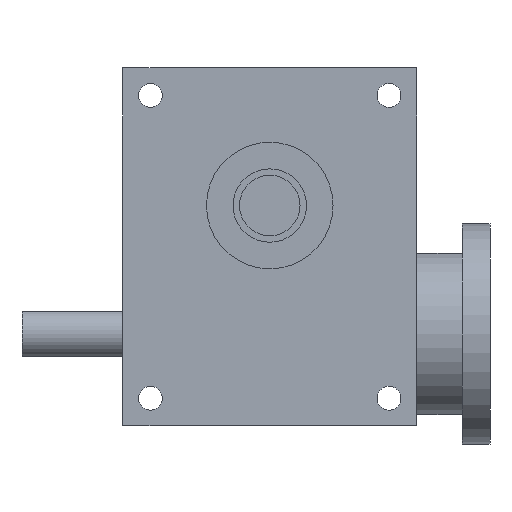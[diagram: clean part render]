
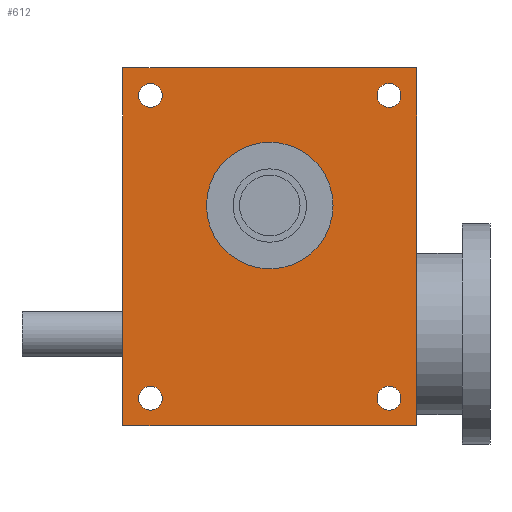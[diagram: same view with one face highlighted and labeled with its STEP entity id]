
A CAD part, front view. The second image highlights one B-rep face of the part: STEP entity #612.
In plain terms, the highlighted planar face has unit normal (0, -1, 0).
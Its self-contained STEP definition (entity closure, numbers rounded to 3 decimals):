
#612 = ADVANCED_FACE( '', ( #1247, #1248, #1249, #1250, #1251, #1252 ), #1253, .F. );
#1247 = FACE_BOUND( '', #1858, .T. );
#1248 = FACE_BOUND( '', #1859, .T. );
#1249 = FACE_BOUND( '', #1860, .T. );
#1250 = FACE_BOUND( '', #1861, .T. );
#1251 = FACE_BOUND( '', #1862, .T. );
#1252 = FACE_OUTER_BOUND( '', #1863, .T. );
#1253 = PLANE( '', #1864 );
#1858 = EDGE_LOOP( '', ( #3225 ) );
#1859 = EDGE_LOOP( '', ( #3226 ) );
#1860 = EDGE_LOOP( '', ( #3227 ) );
#1861 = EDGE_LOOP( '', ( #3228 ) );
#1862 = EDGE_LOOP( '', ( #3229 ) );
#1863 = EDGE_LOOP( '', ( #3230, #3231, #3232, #3233 ) );
#1864 = AXIS2_PLACEMENT_3D( '', #3234, #3235, #3236 );
#3225 = ORIENTED_EDGE( '', *, *, #3713, .T. );
#3226 = ORIENTED_EDGE( '', *, *, #3672, .T. );
#3227 = ORIENTED_EDGE( '', *, *, #3449, .T. );
#3228 = ORIENTED_EDGE( '', *, *, #3674, .T. );
#3229 = ORIENTED_EDGE( '', *, *, #3683, .T. );
#3230 = ORIENTED_EDGE( '', *, *, #3680, .T. );
#3231 = ORIENTED_EDGE( '', *, *, #3688, .F. );
#3232 = ORIENTED_EDGE( '', *, *, #3693, .F. );
#3233 = ORIENTED_EDGE( '', *, *, #3423, .T. );
#3234 = CARTESIAN_POINT( '', ( -80., -60., 97.5 ) );
#3235 = DIRECTION( '', ( 0., 1., 0. ) );
#3236 = DIRECTION( '', ( 0., 0., 1. ) );
#3423 = EDGE_CURVE( '', #4062, #4060, #4063, .T. );
#3449 = EDGE_CURVE( '', #4103, #4103, #4104, .T. );
#3672 = EDGE_CURVE( '', #4434, #4434, #4435, .T. );
#3674 = EDGE_CURVE( '', #4437, #4437, #4438, .T. );
#3680 = EDGE_CURVE( '', #4060, #4444, #4446, .T. );
#3683 = EDGE_CURVE( '', #4450, #4450, #4451, .T. );
#3688 = EDGE_CURVE( '', #4455, #4444, #4457, .T. );
#3693 = EDGE_CURVE( '', #4062, #4455, #4464, .T. );
#3713 = EDGE_CURVE( '', #4486, #4486, #4487, .T. );
#4060 = VERTEX_POINT( '', #4983 );
#4062 = VERTEX_POINT( '', #4986 );
#4063 = LINE( '', #4987, #4988 );
#4103 = VERTEX_POINT( '', #5040 );
#4104 = CIRCLE( '', #5041, 6.5 );
#4434 = VERTEX_POINT( '', #5484 );
#4435 = CIRCLE( '', #5485, 6.5 );
#4437 = VERTEX_POINT( '', #5487 );
#4438 = CIRCLE( '', #5488, 6.5 );
#4444 = VERTEX_POINT( '', #5496 );
#4446 = LINE( '', #5499, #5500 );
#4450 = VERTEX_POINT( '', #5504 );
#4451 = CIRCLE( '', #5505, 34.5 );
#4455 = VERTEX_POINT( '', #5509 );
#4457 = LINE( '', #5512, #5513 );
#4464 = LINE( '', #5520, #5521 );
#4486 = VERTEX_POINT( '', #5549 );
#4487 = CIRCLE( '', #5550, 6.5 );
#4983 = CARTESIAN_POINT( '', ( -80., -60., -97.5 ) );
#4986 = CARTESIAN_POINT( '', ( -80., -60., 97.5 ) );
#4987 = CARTESIAN_POINT( '', ( -80., -60., 97.5 ) );
#4988 = VECTOR( '', #5878, 1000. );
#5040 = CARTESIAN_POINT( '', ( -58.5, -60., -82.5 ) );
#5041 = AXIS2_PLACEMENT_3D( '', #5909, #5910, #5911 );
#5484 = CARTESIAN_POINT( '', ( -58.5, -60., 82.5 ) );
#5485 = AXIS2_PLACEMENT_3D( '', #6181, #6182, #6183 );
#5487 = CARTESIAN_POINT( '', ( 71.5, -60., -82.5 ) );
#5488 = AXIS2_PLACEMENT_3D( '', #6184, #6185, #6186 );
#5496 = CARTESIAN_POINT( '', ( 80., -60., -97.5 ) );
#5499 = CARTESIAN_POINT( '', ( -80., -60., -97.5 ) );
#5500 = VECTOR( '', #6190, 1000. );
#5504 = CARTESIAN_POINT( '', ( 34.5, -60., 22.5 ) );
#5505 = AXIS2_PLACEMENT_3D( '', #6194, #6195, #6196 );
#5509 = CARTESIAN_POINT( '', ( 80., -60., 97.5 ) );
#5512 = CARTESIAN_POINT( '', ( 80., -60., 97.5 ) );
#5513 = VECTOR( '', #6201, 1000. );
#5520 = CARTESIAN_POINT( '', ( -80., -60., 97.5 ) );
#5521 = VECTOR( '', #6208, 1000. );
#5549 = CARTESIAN_POINT( '', ( 71.5, -60., 82.5 ) );
#5550 = AXIS2_PLACEMENT_3D( '', #6221, #6222, #6223 );
#5878 = DIRECTION( '', ( 0., 0., -1. ) );
#5909 = CARTESIAN_POINT( '', ( -65., -60., -82.5 ) );
#5910 = DIRECTION( '', ( 0., 1., 0. ) );
#5911 = DIRECTION( '', ( 1., 0., 0. ) );
#6181 = CARTESIAN_POINT( '', ( -65., -60., 82.5 ) );
#6182 = DIRECTION( '', ( 0., 1., 0. ) );
#6183 = DIRECTION( '', ( 1., 0., 0. ) );
#6184 = CARTESIAN_POINT( '', ( 65., -60., -82.5 ) );
#6185 = DIRECTION( '', ( 0., 1., 0. ) );
#6186 = DIRECTION( '', ( 1., 0., 0. ) );
#6190 = DIRECTION( '', ( 1., 0., 0. ) );
#6194 = CARTESIAN_POINT( '', ( 0., -60., 22.5 ) );
#6195 = DIRECTION( '', ( 0., 1., 0. ) );
#6196 = DIRECTION( '', ( 1., 0., 0. ) );
#6201 = DIRECTION( '', ( 0., 0., -1. ) );
#6208 = DIRECTION( '', ( 1., 0., 0. ) );
#6221 = CARTESIAN_POINT( '', ( 65., -60., 82.5 ) );
#6222 = DIRECTION( '', ( 0., 1., 0. ) );
#6223 = DIRECTION( '', ( 1., 0., 0. ) );
